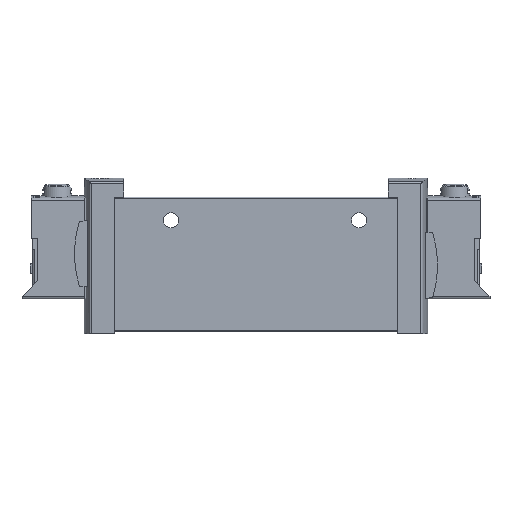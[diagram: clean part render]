
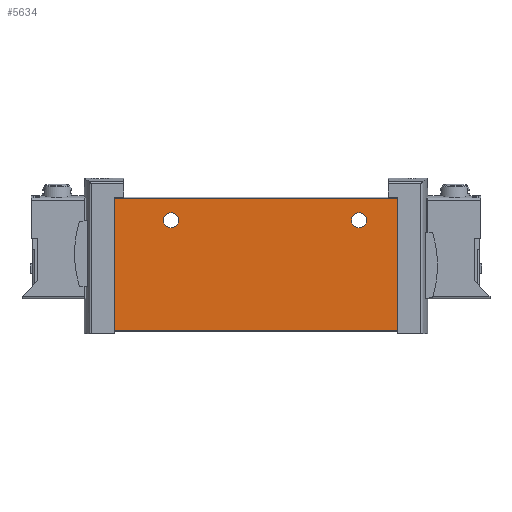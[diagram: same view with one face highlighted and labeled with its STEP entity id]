
A CAD part, top view. The second image highlights one B-rep face of the part: STEP entity #5634.
In plain terms, the highlighted planar face has unit normal (0, 0, 1).
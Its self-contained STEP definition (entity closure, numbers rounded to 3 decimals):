
#63=PLANE('',#6071);
#431=LINE('',#8744,#982);
#440=LINE('',#8772,#991);
#445=LINE('',#8794,#996);
#448=LINE('',#8800,#999);
#982=VECTOR('',#6790,1000.);
#991=VECTOR('',#6815,1000.);
#996=VECTOR('',#6840,1000.);
#999=VECTOR('',#6849,1000.);
#1698=ORIENTED_EDGE('',*,*,#3348,.F.);
#1699=ORIENTED_EDGE('',*,*,#3349,.F.);
#1700=ORIENTED_EDGE('',*,*,#3344,.T.);
#1701=ORIENTED_EDGE('',*,*,#3332,.F.);
#1702=ORIENTED_EDGE('',*,*,#3347,.F.);
#1703=ORIENTED_EDGE('',*,*,#3316,.T.);
#3316=EDGE_CURVE('',#4145,#4144,#431,.T.);
#3332=EDGE_CURVE('',#4155,#4152,#440,.T.);
#3344=EDGE_CURVE('',#4144,#4152,#445,.T.);
#3347=EDGE_CURVE('',#4145,#4155,#448,.T.);
#3348=EDGE_CURVE('',#4163,#4163,#4596,.F.);
#3349=EDGE_CURVE('',#4164,#4164,#4597,.F.);
#4144=VERTEX_POINT('',#8743);
#4145=VERTEX_POINT('',#8745);
#4152=VERTEX_POINT('',#8762);
#4155=VERTEX_POINT('',#8771);
#4163=VERTEX_POINT('',#8803);
#4164=VERTEX_POINT('',#8805);
#4596=CIRCLE('',#6072,2.1);
#4597=CIRCLE('',#6073,2.1);
#4785=EDGE_LOOP('',(#1698));
#4786=EDGE_LOOP('',(#1699));
#4787=EDGE_LOOP('',(#1700,#1701,#1702,#1703));
#5174=FACE_BOUND('',#4785,.T.);
#5175=FACE_BOUND('',#4786,.T.);
#5176=FACE_BOUND('',#4787,.T.);
#5634=ADVANCED_FACE('',(#5174,#5175,#5176),#63,.F.);
#6071=AXIS2_PLACEMENT_3D('',#8801,#6850,#6851);
#6072=AXIS2_PLACEMENT_3D('',#8802,#6852,#6853);
#6073=AXIS2_PLACEMENT_3D('',#8804,#6854,#6855);
#6790=DIRECTION('',(-1.,0.,0.));
#6815=DIRECTION('',(-1.,0.,0.));
#6840=DIRECTION('',(0.,-1.,0.));
#6849=DIRECTION('',(0.,-1.,0.));
#6850=DIRECTION('',(0.,0.,-1.));
#6851=DIRECTION('',(-1.,0.,0.));
#6852=DIRECTION('',(0.,0.,-1.));
#6853=DIRECTION('',(-1.,0.,0.));
#6854=DIRECTION('',(0.,0.,-1.));
#6855=DIRECTION('',(-1.,0.,0.));
#8743=CARTESIAN_POINT('',(-39.2,36.6,9.15));
#8744=CARTESIAN_POINT('',(39.2,36.6,9.15));
#8745=CARTESIAN_POINT('',(39.2,36.6,9.15));
#8762=CARTESIAN_POINT('',(-39.2,0.,9.15));
#8771=CARTESIAN_POINT('',(39.2,0.,9.15));
#8772=CARTESIAN_POINT('',(39.2,0.,9.15));
#8794=CARTESIAN_POINT('',(-39.2,36.6,9.15));
#8800=CARTESIAN_POINT('',(39.2,36.6,9.15));
#8801=CARTESIAN_POINT('',(39.2,36.6,9.15));
#8802=CARTESIAN_POINT('',(28.5,30.6,9.15));
#8803=CARTESIAN_POINT('',(26.4,30.6,9.15));
#8804=CARTESIAN_POINT('',(-23.5,30.6,9.15));
#8805=CARTESIAN_POINT('',(-25.6,30.6,9.15));
